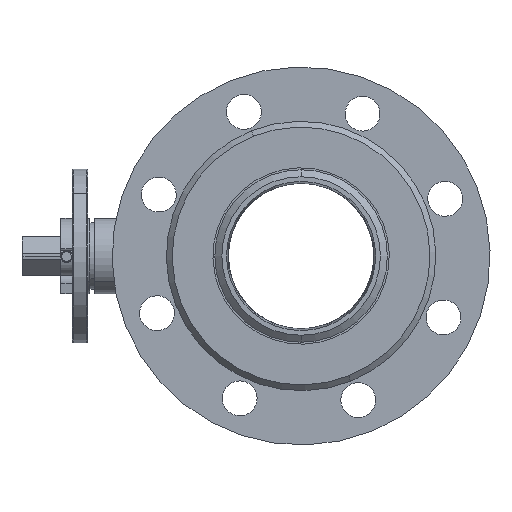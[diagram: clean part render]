
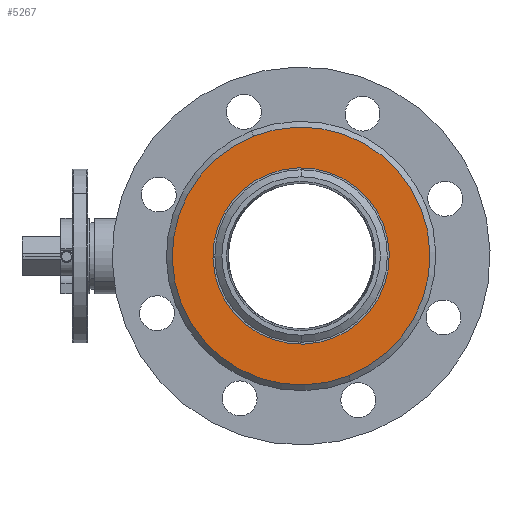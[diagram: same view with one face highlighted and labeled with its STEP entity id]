
A CAD part, left-side view. The second image highlights one B-rep face of the part: STEP entity #5267.
In plain terms, the highlighted face is planar.
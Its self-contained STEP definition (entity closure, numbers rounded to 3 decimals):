
#49 = VERTEX_POINT ( 'NONE', #5720 ) ;
#316 = EDGE_LOOP ( 'NONE', ( #2754, #5843 ) ) ;
#383 = CARTESIAN_POINT ( 'NONE',  ( 45.5, 0., 26. ) ) ;
#452 = AXIS2_PLACEMENT_3D ( 'NONE', #5424, #5300, #3920 ) ;
#582 = DIRECTION ( 'NONE',  ( 0., 0., 1. ) ) ;
#712 = DIRECTION ( 'NONE',  ( 1., 0., 0. ) ) ;
#815 = CARTESIAN_POINT ( 'NONE',  ( -45.5, 0., 26. ) ) ;
#834 = DIRECTION ( 'NONE',  ( 1., 0., 0. ) ) ;
#860 = EDGE_CURVE ( 'NONE', #2937, #2523, #3562, .T. ) ;
#1121 = AXIS2_PLACEMENT_3D ( 'NONE', #1674, #2134, #1341 ) ;
#1277 = DIRECTION ( 'NONE',  ( 0., 0., 1. ) ) ;
#1341 = DIRECTION ( 'NONE',  ( 1., 0., 0. ) ) ;
#1647 = VERTEX_POINT ( 'NONE', #2240 ) ;
#1674 = CARTESIAN_POINT ( 'NONE',  ( 0., 0., 26. ) ) ;
#1829 = CIRCLE ( 'NONE', #4296, 66.5 ) ;
#2134 = DIRECTION ( 'NONE',  ( 0., 0., 1. ) ) ;
#2240 = CARTESIAN_POINT ( 'NONE',  ( -66.5, 0., 26. ) ) ;
#2307 = FACE_OUTER_BOUND ( 'NONE', #2631, .T. ) ;
#2523 = VERTEX_POINT ( 'NONE', #815 ) ;
#2631 = EDGE_LOOP ( 'NONE', ( #4612, #3789 ) ) ;
#2754 = ORIENTED_EDGE ( 'NONE', *, *, #4312, .F. ) ;
#2937 = VERTEX_POINT ( 'NONE', #383 ) ;
#2992 = CARTESIAN_POINT ( 'NONE',  ( 0., 0., 26. ) ) ;
#3149 = DIRECTION ( 'NONE',  ( 0., 0., 1. ) ) ;
#3332 = EDGE_CURVE ( 'NONE', #49, #1647, #1829, .T. ) ;
#3469 = AXIS2_PLACEMENT_3D ( 'NONE', #4138, #1277, #712 ) ;
#3562 = CIRCLE ( 'NONE', #1121, 45.5 ) ;
#3730 = FACE_BOUND ( 'NONE', #316, .T. ) ;
#3773 = CIRCLE ( 'NONE', #3469, 45.5 ) ;
#3789 = ORIENTED_EDGE ( 'NONE', *, *, #3332, .T. ) ;
#3920 = DIRECTION ( 'NONE',  ( 1., 0., 0. ) ) ;
#4138 = CARTESIAN_POINT ( 'NONE',  ( 0., 0., 26. ) ) ;
#4157 = PLANE ( 'NONE',  #4480 ) ;
#4296 = AXIS2_PLACEMENT_3D ( 'NONE', #2992, #582, #4334 ) ;
#4312 = EDGE_CURVE ( 'NONE', #2523, #2937, #3773, .T. ) ;
#4334 = DIRECTION ( 'NONE',  ( 1., 0., 0. ) ) ;
#4480 = AXIS2_PLACEMENT_3D ( 'NONE', #5996, #3149, #834 ) ;
#4612 = ORIENTED_EDGE ( 'NONE', *, *, #5425, .T. ) ;
#5267 = ADVANCED_FACE ( 'NONE', ( #2307, #3730 ), #4157, .T. ) ;
#5300 = DIRECTION ( 'NONE',  ( 0., 0., 1. ) ) ;
#5424 = CARTESIAN_POINT ( 'NONE',  ( 0., 0., 26. ) ) ;
#5425 = EDGE_CURVE ( 'NONE', #1647, #49, #6068, .T. ) ;
#5720 = CARTESIAN_POINT ( 'NONE',  ( 66.5, 0., 26. ) ) ;
#5843 = ORIENTED_EDGE ( 'NONE', *, *, #860, .F. ) ;
#5996 = CARTESIAN_POINT ( 'NONE',  ( 0., 0., 26. ) ) ;
#6068 = CIRCLE ( 'NONE', #452, 66.5 ) ;
